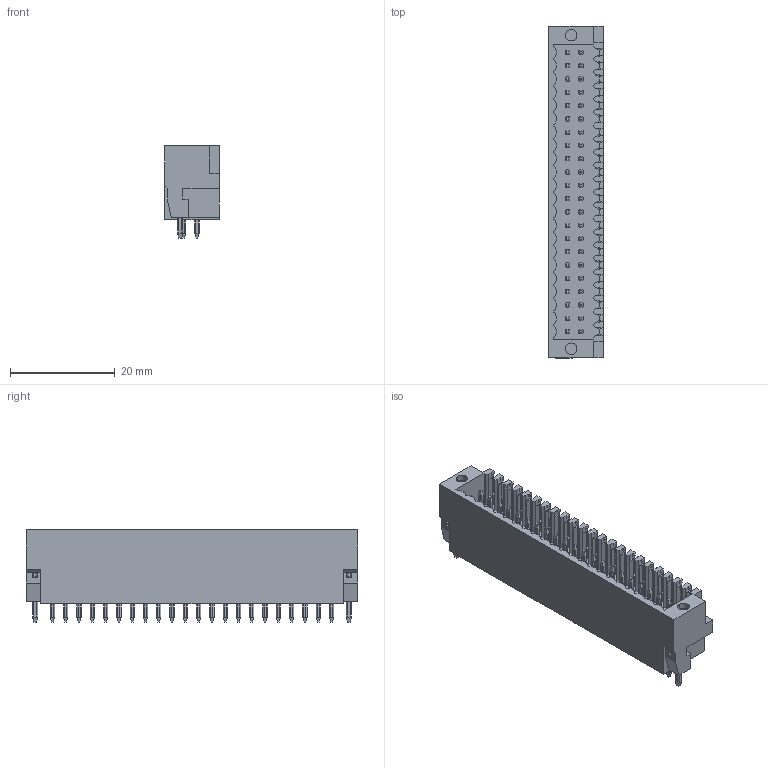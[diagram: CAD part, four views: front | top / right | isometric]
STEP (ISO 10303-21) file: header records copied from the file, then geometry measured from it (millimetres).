
FILE_DESCRIPTION((''),'2;1');
FILE_NAME('TLPHDW-020V','2024-10-17T08:37:57',('tluser'),(''),'CREO PARAMETRIC BY PTC INC, 2018100','CREO PARAMETRIC BY PTC INC, 2018100','');
FILE_SCHEMA(('CONFIG_CONTROL_DESIGN'));
Length unit declared in the file: millimetre
Products named in the file (1): TLPHDW-020V
Bounding box: 10.5 x 63.44 x 17.7 mm (x, y, z)
Volume: 6046.7 mm3; surface area: 5605.8 mm2
Topology: 1 solids, 1 shells, 1726 faces, 4844 edges, 3204 vertices
Faces by surface type: plane 1334, cylinder 388, torus 4
Entity records: 56047 total; most frequent: CARTESIAN_POINT 12499, ORIENTED_EDGE 9688, DIRECTION 7988, EDGE_CURVE 4844, VECTOR 3704, LINE 3704, VERTEX_POINT 3204, AXIS2_PLACEMENT_3D 2142
